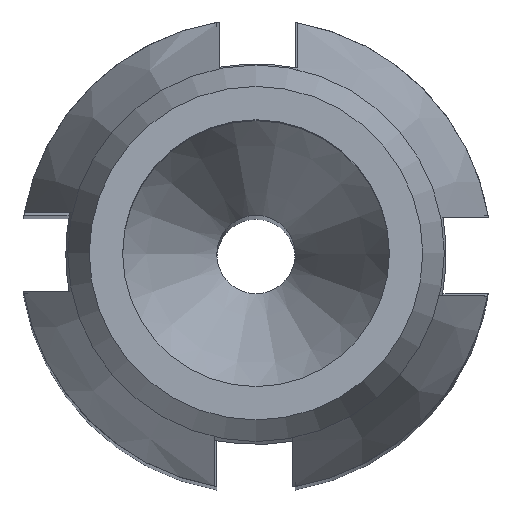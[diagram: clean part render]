
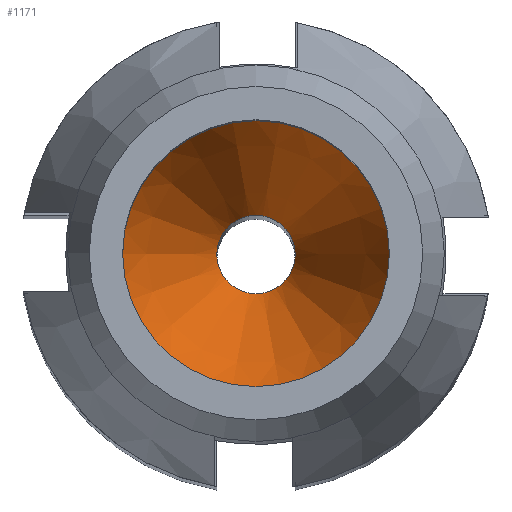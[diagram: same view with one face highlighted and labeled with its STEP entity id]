
A CAD part, top view. The second image highlights one B-rep face of the part: STEP entity #1171.
In plain terms, the highlighted conical face has half-angle 23.574 degrees and reference radius 6.8 mm.
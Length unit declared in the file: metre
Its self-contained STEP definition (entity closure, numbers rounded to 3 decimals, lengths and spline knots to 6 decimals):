
#241=CONICAL_SURFACE('',#1332,0.0068,0.411);
#535=ORIENTED_EDGE('',*,*,#718,.T.);
#536=ORIENTED_EDGE('',*,*,#732,.F.);
#718=EDGE_CURVE('',#845,#845,#902,.T.);
#732=EDGE_CURVE('',#855,#855,#904,.T.);
#845=VERTEX_POINT('',#1955);
#855=VERTEX_POINT('',#2017);
#902=CIRCLE('',#1319,0.002);
#904=CIRCLE('',#1323,0.0068);
#992=EDGE_LOOP('',(#535));
#993=EDGE_LOOP('',(#536));
#1085=FACE_BOUND('',#992,.T.);
#1086=FACE_BOUND('',#993,.T.);
#1171=ADVANCED_FACE('',(#1085,#1086),#241,.F.);
#1319=AXIS2_PLACEMENT_3D('',#1954,#1609,#1610);
#1323=AXIS2_PLACEMENT_3D('',#2016,#1617,#1618);
#1332=AXIS2_PLACEMENT_3D('',#2030,#1635,#1636);
#1609=DIRECTION('',(0.,0.,-1.));
#1610=DIRECTION('',(-1.,0.,0.));
#1617=DIRECTION('',(0.,0.,-1.));
#1618=DIRECTION('',(-1.,0.,0.));
#1635=DIRECTION('',(0.,0.,1.));
#1636=DIRECTION('',(1.,0.,0.));
#1954=CARTESIAN_POINT('',(0.,0.,0.));
#1955=CARTESIAN_POINT('',(-0.002,0.,0.));
#2016=CARTESIAN_POINT('',(0.,0.,0.011));
#2017=CARTESIAN_POINT('',(-0.0068,0.,0.011));
#2030=CARTESIAN_POINT('',(0.,0.,0.011));
